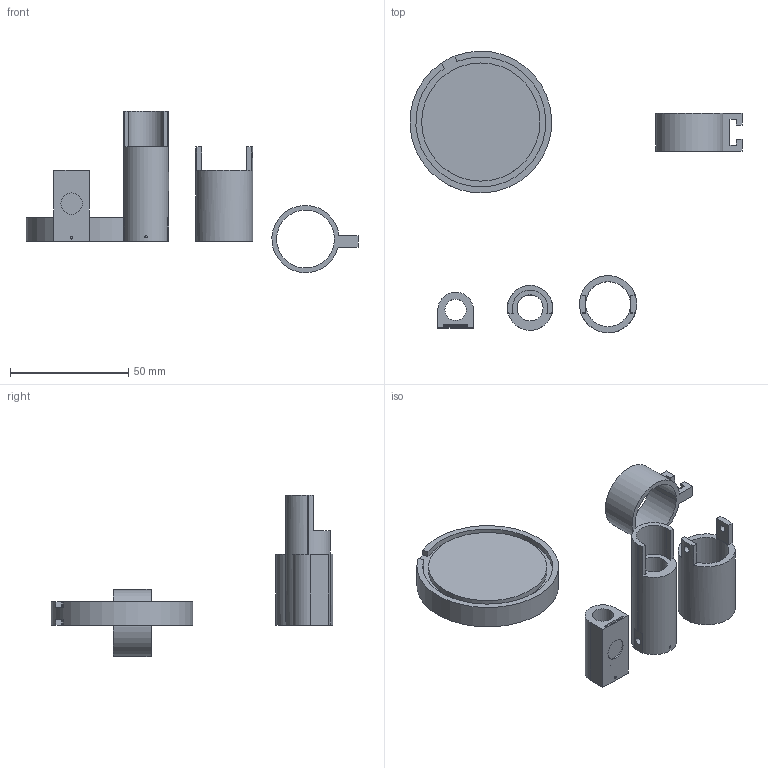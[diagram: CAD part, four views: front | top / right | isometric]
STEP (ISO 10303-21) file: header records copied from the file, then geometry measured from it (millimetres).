
FILE_DESCRIPTION(/* description */ ('STEP AP242','CAx-IF Rec.Pracs.---Representation and Presentation of Product Manufacturing Information (PMI)---4.0---2014-10-13','CAx-IF Rec.Pracs.---3D Tessellated Geometry---0.4---2014-09-14','2;1'),/* implementation_level */ '2;1');
FILE_NAME(/* name */ '688e45add1c36755dacf4aa8',/* time_stamp */ '2025-08-02T17:06:54Z',/* author */ (''),/* organization */ (''),/* preprocessor_version */ 'ST-DEVELOPER v20',/* originating_system */ 'ONSHAPE BY PTC INC, 1.201',/* authorisation */ ' ');
FILE_SCHEMA (('AP242_MANAGED_MODEL_BASED_3D_ENGINEERING_MIM_LF { 1 0 10303 442 1 1 4 }'));
Length unit declared in the file: metre
Products named in the file (6): Part 2; Part 7; Part 1; Part 9; Part 5; Part 6
Bounding box: 140.44 x 119.17 x 68.2 mm (x, y, z)
Volume: 55595.4 mm3; surface area: 31746.5 mm2
Topology: 6 solids, 6 shells, 114 faces, 322 edges, 212 vertices
Faces by surface type: plane 81, cylinder 33
Full cylindrical faces by diameter (mm): 1 x5, 3 x6, 9 x2, 11 x2, 19 x1, 24.192 x1, 50 x2, 60 x1
Entity records: 3858 total; most frequent: CARTESIAN_POINT 786, DIRECTION 584, ORIENTED_EDGE 580, EDGE_CURVE 290, VERTEX_POINT 202, LINE 198, VECTOR 198, AXIS2_PLACEMENT_3D 193
